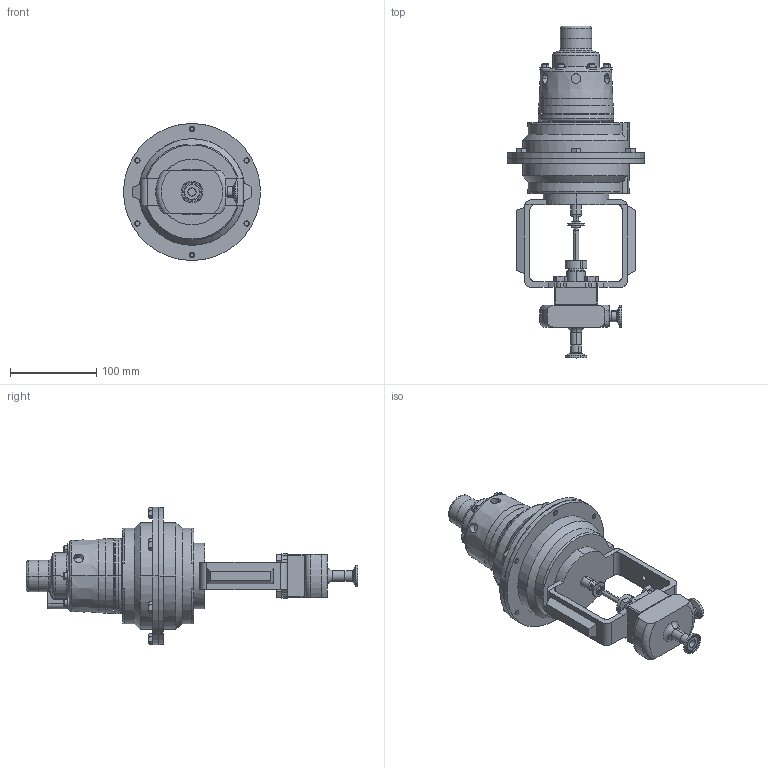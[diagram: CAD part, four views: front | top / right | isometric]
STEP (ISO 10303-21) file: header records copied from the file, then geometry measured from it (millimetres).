
FILE_DESCRIPTION (( 'STEP AP203' ), '1' );
FILE_NAME ('978TP-050-LF-14M.STEP', '2017-06-20T17:36:38', ( '' ), ( '' ), 'SwSTEP 2.0', 'SolidWorks 2014', '' );
FILE_SCHEMA (( 'CONFIG_CONTROL_DESIGN' ));
Length unit declared in the file: inch
Products named in the file (2): 978TP-050-LF-14M
Bounding box: 158.75 x 384.6 x 158.9 mm (x, y, z)
Volume: 1760782.4 mm3; surface area: 177791.5 mm2
Topology: 1 solids, 2 shells, 739 faces, 1830 edges, 1122 vertices
Faces by surface type: plane 348, cylinder 175, cone 153, torus 54, bspline 9
Entity records: 23825 total; most frequent: CARTESIAN_POINT 6135, DIRECTION 3746, ORIENTED_EDGE 3636, EDGE_CURVE 1818, AXIS2_PLACEMENT_3D 1456, VERTEX_POINT 1122, VECTOR 834, LINE 834
